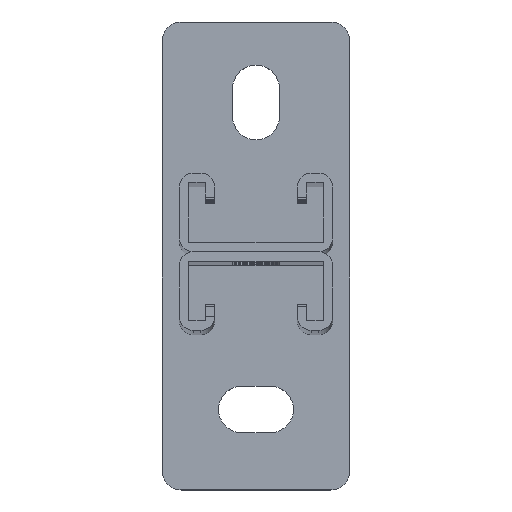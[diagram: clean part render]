
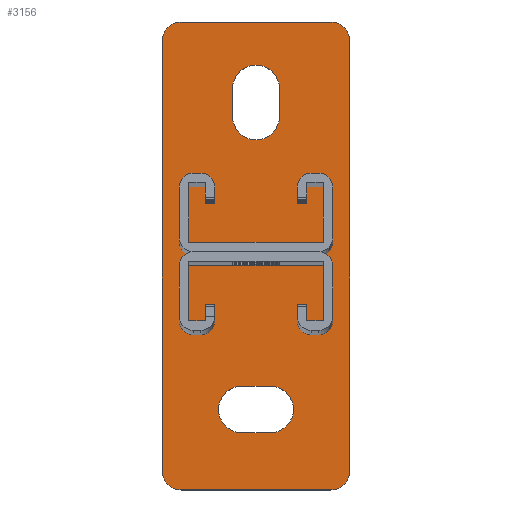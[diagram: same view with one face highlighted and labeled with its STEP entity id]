
A CAD part, top view. The second image highlights one B-rep face of the part: STEP entity #3156.
In plain terms, the highlighted planar face has unit normal (0, 0, 1).
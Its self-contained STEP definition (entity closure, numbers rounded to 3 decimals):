
#42 = CARTESIAN_POINT ( 'NONE',  ( -20., 62.5, 0. ) ) ;
#324 = FACE_BOUND ( 'NONE', #17987, .T. ) ;
#395 = CARTESIAN_POINT ( 'NONE',  ( -3.75, -47.25, 0. ) ) ;
#413 = DIRECTION ( 'NONE',  ( 1., 0., 0. ) ) ;
#426 = VECTOR ( 'NONE', #7351, 1000. ) ;
#679 = DIRECTION ( 'NONE',  ( 1., 0., 0. ) ) ;
#1166 = LINE ( 'NONE', #3097, #31248 ) ;
#1182 = AXIS2_PLACEMENT_3D ( 'NONE', #17166, #11808, #34965 ) ;
#1373 = CIRCLE ( 'NONE', #31088, 6.25 ) ;
#1412 = VECTOR ( 'NONE', #28969, 1000. ) ;
#1558 = AXIS2_PLACEMENT_3D ( 'NONE', #28685, #20540, #14678 ) ;
#1710 = CARTESIAN_POINT ( 'NONE',  ( 20., -57.5, 0. ) ) ;
#1963 = EDGE_CURVE ( 'NONE', #7407, #5925, #14545, .T. ) ;
#2673 = AXIS2_PLACEMENT_3D ( 'NONE', #1710, #16373, #33557 ) ;
#2852 = CIRCLE ( 'NONE', #27832, 5. ) ;
#3097 = CARTESIAN_POINT ( 'NONE',  ( -3.75, -34.75, 0. ) ) ;
#3156 = ADVANCED_FACE ( 'NONE', ( #20849, #324, #19941 ), #28863, .T. ) ;
#3385 = CARTESIAN_POINT ( 'NONE',  ( -25., -62.5, 0. ) ) ;
#3766 = EDGE_CURVE ( 'NONE', #28997, #6076, #1166, .T. ) ;
#3772 = DIRECTION ( 'NONE',  ( 0., -1., 0. ) ) ;
#4056 = CARTESIAN_POINT ( 'NONE',  ( -25., -57.5, 0. ) ) ;
#4232 = CARTESIAN_POINT ( 'NONE',  ( 20., 62.5, 0. ) ) ;
#4924 = VERTEX_POINT ( 'NONE', #15637 ) ;
#5230 = CIRCLE ( 'NONE', #32527, 6.25 ) ;
#5454 = VECTOR ( 'NONE', #14388, 1000. ) ;
#5792 = EDGE_CURVE ( 'NONE', #26571, #7407, #19255, .T. ) ;
#5925 = VERTEX_POINT ( 'NONE', #9211 ) ;
#6076 = VERTEX_POINT ( 'NONE', #30205 ) ;
#6296 = DIRECTION ( 'NONE',  ( 0., 0., 1. ) ) ;
#7344 = CIRCLE ( 'NONE', #25035, 5. ) ;
#7351 = DIRECTION ( 'NONE',  ( 0., 1., 0. ) ) ;
#7407 = VERTEX_POINT ( 'NONE', #19183 ) ;
#7850 = VECTOR ( 'NONE', #28571, 1000. ) ;
#8112 = ORIENTED_EDGE ( 'NONE', *, *, #13726, .F. ) ;
#8596 = VERTEX_POINT ( 'NONE', #18570 ) ;
#8707 = DIRECTION ( 'NONE',  ( 1., 0., 0. ) ) ;
#9010 = EDGE_LOOP ( 'NONE', ( #17213, #36065, #30745, #24852, #16250, #36026, #26944, #19935 ) ) ;
#9211 = CARTESIAN_POINT ( 'NONE',  ( 6.25, 37.25, 0. ) ) ;
#9721 = CIRCLE ( 'NONE', #31960, 5. ) ;
#9823 = VECTOR ( 'NONE', #21102, 1000. ) ;
#9831 = ORIENTED_EDGE ( 'NONE', *, *, #1963, .F. ) ;
#10885 = CARTESIAN_POINT ( 'NONE',  ( -6.25, 44.75, 0. ) ) ;
#11260 = EDGE_CURVE ( 'NONE', #28294, #20839, #12838, .T. ) ;
#11658 = DIRECTION ( 'NONE',  ( -1., 0., 0. ) ) ;
#11685 = ORIENTED_EDGE ( 'NONE', *, *, #14979, .F. ) ;
#11808 = DIRECTION ( 'NONE',  ( 0., 0., 1. ) ) ;
#12200 = VERTEX_POINT ( 'NONE', #31337 ) ;
#12287 = CARTESIAN_POINT ( 'NONE',  ( -20., -57.5, 0. ) ) ;
#12385 = DIRECTION ( 'NONE',  ( 1., 0., 0. ) ) ;
#12572 = ORIENTED_EDGE ( 'NONE', *, *, #20909, .F. ) ;
#12776 = CIRCLE ( 'NONE', #2673, 5. ) ;
#12838 = LINE ( 'NONE', #28607, #1412 ) ;
#13423 = DIRECTION ( 'NONE',  ( 0., 0., 1. ) ) ;
#13726 = EDGE_CURVE ( 'NONE', #15061, #8596, #21858, .T. ) ;
#13908 = DIRECTION ( 'NONE',  ( 0., 0., 1. ) ) ;
#14388 = DIRECTION ( 'NONE',  ( 1., 0., 0. ) ) ;
#14440 = CARTESIAN_POINT ( 'NONE',  ( 0., 37.25, 0. ) ) ;
#14545 = CIRCLE ( 'NONE', #16777, 6.25 ) ;
#14638 = CARTESIAN_POINT ( 'NONE',  ( -25., 57.5, 0. ) ) ;
#14678 = DIRECTION ( 'NONE',  ( 1., 0., 0. ) ) ;
#14811 = LINE ( 'NONE', #3385, #9823 ) ;
#14979 = EDGE_CURVE ( 'NONE', #8596, #17302, #24468, .T. ) ;
#15054 = DIRECTION ( 'NONE',  ( 0., 0., 1. ) ) ;
#15061 = VERTEX_POINT ( 'NONE', #395 ) ;
#15637 = CARTESIAN_POINT ( 'NONE',  ( 25., 57.5, 0. ) ) ;
#15902 = CARTESIAN_POINT ( 'NONE',  ( 3.75, -34.75, 0. ) ) ;
#16250 = ORIENTED_EDGE ( 'NONE', *, *, #25850, .T. ) ;
#16279 = EDGE_CURVE ( 'NONE', #25173, #20528, #14811, .T. ) ;
#16299 = VERTEX_POINT ( 'NONE', #4056 ) ;
#16373 = DIRECTION ( 'NONE',  ( 0., 0., 1. ) ) ;
#16777 = AXIS2_PLACEMENT_3D ( 'NONE', #14440, #6296, #413 ) ;
#17166 = CARTESIAN_POINT ( 'NONE',  ( 0., 0., 0. ) ) ;
#17188 = DIRECTION ( 'NONE',  ( 1., 0., 0. ) ) ;
#17213 = ORIENTED_EDGE ( 'NONE', *, *, #31649, .T. ) ;
#17300 = DIRECTION ( 'NONE',  ( 0., 0., 1. ) ) ;
#17302 = VERTEX_POINT ( 'NONE', #25736 ) ;
#17850 = CARTESIAN_POINT ( 'NONE',  ( -20., -62.5, 0. ) ) ;
#17853 = CARTESIAN_POINT ( 'NONE',  ( 20., 57.5, 0. ) ) ;
#17987 = EDGE_LOOP ( 'NONE', ( #34465, #12572, #9831, #32717 ) ) ;
#18570 = CARTESIAN_POINT ( 'NONE',  ( 3.75, -47.25, 0. ) ) ;
#18968 = EDGE_LOOP ( 'NONE', ( #29467, #24225, #24486, #11685, #8112 ) ) ;
#19034 = EDGE_CURVE ( 'NONE', #6076, #15061, #5230, .T. ) ;
#19183 = CARTESIAN_POINT ( 'NONE',  ( -6.25, 37.25, 0. ) ) ;
#19255 = LINE ( 'NONE', #28312, #7850 ) ;
#19935 = ORIENTED_EDGE ( 'NONE', *, *, #23460, .T. ) ;
#19941 = FACE_OUTER_BOUND ( 'NONE', #9010, .T. ) ;
#20300 = CARTESIAN_POINT ( 'NONE',  ( 3.75, -41., 0. ) ) ;
#20331 = CARTESIAN_POINT ( 'NONE',  ( 6.25, 44.75, 0. ) ) ;
#20528 = VERTEX_POINT ( 'NONE', #21121 ) ;
#20540 = DIRECTION ( 'NONE',  ( 0., 0., 1. ) ) ;
#20839 = VERTEX_POINT ( 'NONE', #42 ) ;
#20849 = FACE_BOUND ( 'NONE', #18968, .T. ) ;
#20909 = EDGE_CURVE ( 'NONE', #5925, #12200, #30121, .T. ) ;
#21078 = EDGE_CURVE ( 'NONE', #16299, #25173, #7344, .T. ) ;
#21102 = DIRECTION ( 'NONE',  ( 1., 0., 0. ) ) ;
#21121 = CARTESIAN_POINT ( 'NONE',  ( 20., -62.5, 0. ) ) ;
#21237 = CARTESIAN_POINT ( 'NONE',  ( -25., 62.5, 0. ) ) ;
#21858 = LINE ( 'NONE', #29391, #5454 ) ;
#22228 = CIRCLE ( 'NONE', #1558, 6.25 ) ;
#22853 = EDGE_CURVE ( 'NONE', #4924, #28294, #9721, .T. ) ;
#23158 = CARTESIAN_POINT ( 'NONE',  ( -20., 57.5, 0. ) ) ;
#23460 = EDGE_CURVE ( 'NONE', #20839, #37576, #2852, .T. ) ;
#23496 = DIRECTION ( 'NONE',  ( 0., 0., 1. ) ) ;
#23663 = VERTEX_POINT ( 'NONE', #36121 ) ;
#24225 = ORIENTED_EDGE ( 'NONE', *, *, #3766, .F. ) ;
#24468 = CIRCLE ( 'NONE', #34888, 6.25 ) ;
#24486 = ORIENTED_EDGE ( 'NONE', *, *, #37386, .F. ) ;
#24556 = CARTESIAN_POINT ( 'NONE',  ( 25., 62.5, 0. ) ) ;
#24606 = LINE ( 'NONE', #24556, #426 ) ;
#24852 = ORIENTED_EDGE ( 'NONE', *, *, #33666, .T. ) ;
#25012 = CARTESIAN_POINT ( 'NONE',  ( -3.75, -41., 0. ) ) ;
#25035 = AXIS2_PLACEMENT_3D ( 'NONE', #12287, #23496, #679 ) ;
#25173 = VERTEX_POINT ( 'NONE', #17850 ) ;
#25736 = CARTESIAN_POINT ( 'NONE',  ( 10., -41., 0. ) ) ;
#25850 = EDGE_CURVE ( 'NONE', #23663, #4924, #24606, .T. ) ;
#26018 = DIRECTION ( 'NONE',  ( 0., 1., 0. ) ) ;
#26571 = VERTEX_POINT ( 'NONE', #10885 ) ;
#26585 = EDGE_CURVE ( 'NONE', #12200, #26571, #22228, .T. ) ;
#26944 = ORIENTED_EDGE ( 'NONE', *, *, #11260, .T. ) ;
#27817 = VECTOR ( 'NONE', #26018, 1000. ) ;
#27832 = AXIS2_PLACEMENT_3D ( 'NONE', #23158, #17300, #17188 ) ;
#28294 = VERTEX_POINT ( 'NONE', #4232 ) ;
#28312 = CARTESIAN_POINT ( 'NONE',  ( -6.25, 44.75, 0. ) ) ;
#28571 = DIRECTION ( 'NONE',  ( 0., -1., 0. ) ) ;
#28607 = CARTESIAN_POINT ( 'NONE',  ( -25., 62.5, 0. ) ) ;
#28685 = CARTESIAN_POINT ( 'NONE',  ( 0., 44.75, 0. ) ) ;
#28863 = PLANE ( 'NONE',  #1182 ) ;
#28969 = DIRECTION ( 'NONE',  ( -1., 0., 0. ) ) ;
#28997 = VERTEX_POINT ( 'NONE', #15902 ) ;
#29163 = DIRECTION ( 'NONE',  ( 0., 0., 1. ) ) ;
#29259 = VECTOR ( 'NONE', #3772, 1000. ) ;
#29391 = CARTESIAN_POINT ( 'NONE',  ( -3.75, -47.25, 0. ) ) ;
#29467 = ORIENTED_EDGE ( 'NONE', *, *, #19034, .F. ) ;
#30121 = LINE ( 'NONE', #20331, #27817 ) ;
#30205 = CARTESIAN_POINT ( 'NONE',  ( -3.75, -34.75, 0. ) ) ;
#30745 = ORIENTED_EDGE ( 'NONE', *, *, #16279, .T. ) ;
#31088 = AXIS2_PLACEMENT_3D ( 'NONE', #37422, #13908, #34254 ) ;
#31248 = VECTOR ( 'NONE', #11658, 1000. ) ;
#31337 = CARTESIAN_POINT ( 'NONE',  ( 6.25, 44.75, 0. ) ) ;
#31649 = EDGE_CURVE ( 'NONE', #37576, #16299, #33868, .T. ) ;
#31960 = AXIS2_PLACEMENT_3D ( 'NONE', #17853, #29163, #8707 ) ;
#32527 = AXIS2_PLACEMENT_3D ( 'NONE', #25012, #13423, #34032 ) ;
#32717 = ORIENTED_EDGE ( 'NONE', *, *, #5792, .F. ) ;
#33557 = DIRECTION ( 'NONE',  ( 1., 0., 0. ) ) ;
#33666 = EDGE_CURVE ( 'NONE', #20528, #23663, #12776, .T. ) ;
#33868 = LINE ( 'NONE', #21237, #29259 ) ;
#34032 = DIRECTION ( 'NONE',  ( 1., 0., 0. ) ) ;
#34254 = DIRECTION ( 'NONE',  ( 1., 0., 0. ) ) ;
#34465 = ORIENTED_EDGE ( 'NONE', *, *, #26585, .F. ) ;
#34888 = AXIS2_PLACEMENT_3D ( 'NONE', #20300, #15054, #12385 ) ;
#34965 = DIRECTION ( 'NONE',  ( 1., 0., 0. ) ) ;
#36026 = ORIENTED_EDGE ( 'NONE', *, *, #22853, .T. ) ;
#36065 = ORIENTED_EDGE ( 'NONE', *, *, #21078, .T. ) ;
#36121 = CARTESIAN_POINT ( 'NONE',  ( 25., -57.5, 0. ) ) ;
#37386 = EDGE_CURVE ( 'NONE', #17302, #28997, #1373, .T. ) ;
#37422 = CARTESIAN_POINT ( 'NONE',  ( 3.75, -41., 0. ) ) ;
#37576 = VERTEX_POINT ( 'NONE', #14638 ) ;
